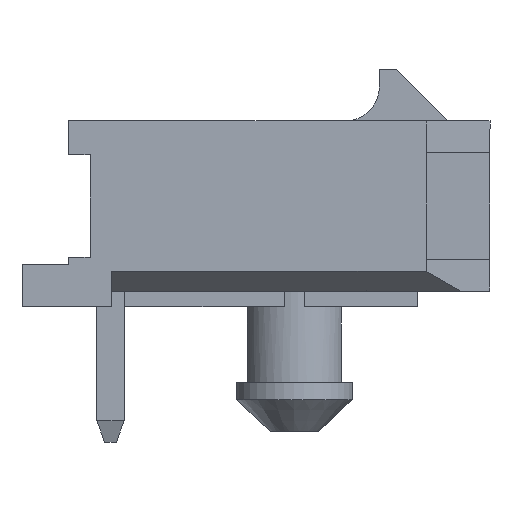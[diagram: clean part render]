
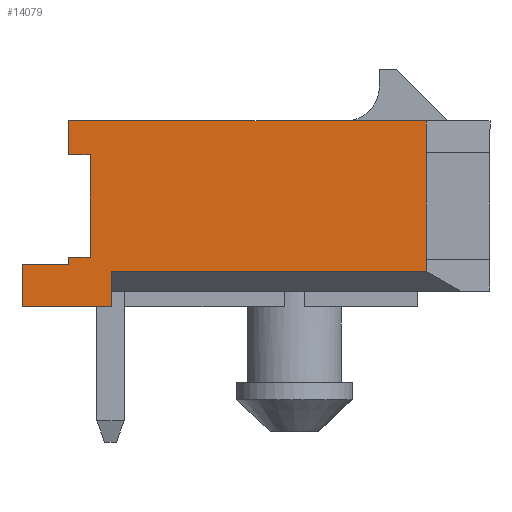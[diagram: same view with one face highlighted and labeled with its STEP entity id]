
A CAD part, left-side view. The second image highlights one B-rep face of the part: STEP entity #14079.
In plain terms, the highlighted planar face has unit normal (-1, 0, 0).
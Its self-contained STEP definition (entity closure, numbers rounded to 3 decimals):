
#469 = VERTEX_POINT ( 'NONE', #19237 ) ;
#546 = DIRECTION ( 'NONE',  ( 0., 1., 0. ) ) ;
#569 = EDGE_CURVE ( 'NONE', #570, #6566, #19933, .T. ) ;
#570 = VERTEX_POINT ( 'NONE', #14330 ) ;
#649 = CARTESIAN_POINT ( 'NONE',  ( -4.825, -5.5, 1.662 ) ) ;
#685 = VECTOR ( 'NONE', #3575, 1000. ) ;
#1100 = VERTEX_POINT ( 'NONE', #21853 ) ;
#1138 = DIRECTION ( 'NONE',  ( 0., 0., -1. ) ) ;
#1172 = CARTESIAN_POINT ( 'NONE',  ( -4.825, 3.9, 2. ) ) ;
#1176 = VECTOR ( 'NONE', #3757, 1000. ) ;
#1226 = CARTESIAN_POINT ( 'NONE',  ( -4.825, -4., 5.2 ) ) ;
#1461 = LINE ( 'NONE', #1226, #7771 ) ;
#1473 = LINE ( 'NONE', #14097, #18610 ) ;
#1655 = VECTOR ( 'NONE', #9167, 1000. ) ;
#1715 = CARTESIAN_POINT ( 'NONE',  ( -4.825, 3.4, 0.83 ) ) ;
#2005 = VERTEX_POINT ( 'NONE', #14060 ) ;
#2163 = CARTESIAN_POINT ( 'NONE',  ( -4.825, 3.9, 2. ) ) ;
#2308 = ORIENTED_EDGE ( 'NONE', *, *, #14313, .F. ) ;
#2567 = VECTOR ( 'NONE', #10353, 1000. ) ;
#2708 = EDGE_CURVE ( 'NONE', #9001, #22154, #22966, .T. ) ;
#2835 = CARTESIAN_POINT ( 'NONE',  ( -4.825, 4.4, 5.2 ) ) ;
#2917 = LINE ( 'NONE', #9570, #14296 ) ;
#3145 = VECTOR ( 'NONE', #9432, 1000. ) ;
#3199 = ORIENTED_EDGE ( 'NONE', *, *, #7702, .F. ) ;
#3524 = VERTEX_POINT ( 'NONE', #12328 ) ;
#3575 = DIRECTION ( 'NONE',  ( 0., 0., 1. ) ) ;
#3757 = DIRECTION ( 'NONE',  ( 0., 1., 0. ) ) ;
#3906 = ORIENTED_EDGE ( 'NONE', *, *, #9164, .T. ) ;
#3946 = ORIENTED_EDGE ( 'NONE', *, *, #2708, .T. ) ;
#4278 = CARTESIAN_POINT ( 'NONE',  ( -4.825, 5.5, 1.83 ) ) ;
#4640 = VERTEX_POINT ( 'NONE', #11251 ) ;
#5068 = EDGE_CURVE ( 'NONE', #570, #1100, #22811, .T. ) ;
#5130 = ORIENTED_EDGE ( 'NONE', *, *, #7632, .T. ) ;
#5337 = CARTESIAN_POINT ( 'NONE',  ( -4.825, 4.4, 5.2 ) ) ;
#6070 = LINE ( 'NONE', #649, #3145 ) ;
#6180 = EDGE_CURVE ( 'NONE', #21138, #3524, #6070, .T. ) ;
#6566 = VERTEX_POINT ( 'NONE', #10752 ) ;
#6639 = LINE ( 'NONE', #13755, #2567 ) ;
#6822 = CARTESIAN_POINT ( 'NONE',  ( -4.825, 3.4, 1.662 ) ) ;
#7085 = LINE ( 'NONE', #7415, #16811 ) ;
#7415 = CARTESIAN_POINT ( 'NONE',  ( -4.825, 4.4, 5.2 ) ) ;
#7632 = EDGE_CURVE ( 'NONE', #13539, #11722, #1473, .T. ) ;
#7702 = EDGE_CURVE ( 'NONE', #6566, #2005, #6639, .T. ) ;
#7771 = VECTOR ( 'NONE', #8363, 1000. ) ;
#7823 = DIRECTION ( 'NONE',  ( 0., 0., 1. ) ) ;
#8046 = EDGE_CURVE ( 'NONE', #1100, #13539, #7085, .T. ) ;
#8102 = ORIENTED_EDGE ( 'NONE', *, *, #5068, .T. ) ;
#8240 = ORIENTED_EDGE ( 'NONE', *, *, #9190, .T. ) ;
#8363 = DIRECTION ( 'NONE',  ( 0., 0., 1. ) ) ;
#8406 = EDGE_CURVE ( 'NONE', #13840, #21138, #19364, .T. ) ;
#8560 = CARTESIAN_POINT ( 'NONE',  ( -4.825, 4.4, 1.83 ) ) ;
#9001 = VERTEX_POINT ( 'NONE', #18417 ) ;
#9091 = VECTOR ( 'NONE', #1138, 1000. ) ;
#9164 = EDGE_CURVE ( 'NONE', #4640, #9001, #1461, .T. ) ;
#9167 = DIRECTION ( 'NONE',  ( 0., 0., -1. ) ) ;
#9190 = EDGE_CURVE ( 'NONE', #22154, #2005, #21323, .T. ) ;
#9247 = VECTOR ( 'NONE', #12203, 1000. ) ;
#9260 = DIRECTION ( 'NONE',  ( 0., 0., -1. ) ) ;
#9432 = DIRECTION ( 'NONE',  ( 0., -1., 0. ) ) ;
#9570 = CARTESIAN_POINT ( 'NONE',  ( -4.825, -4., 4.45 ) ) ;
#9798 = LINE ( 'NONE', #13188, #22389 ) ;
#10353 = DIRECTION ( 'NONE',  ( 0., 1., 0. ) ) ;
#10752 = CARTESIAN_POINT ( 'NONE',  ( -4.825, 3.9, 4.4 ) ) ;
#10878 = AXIS2_PLACEMENT_3D ( 'NONE', #21836, #18446, #546 ) ;
#11251 = CARTESIAN_POINT ( 'NONE',  ( -4.825, -4., 4.45 ) ) ;
#11708 = DIRECTION ( 'NONE',  ( 0., 1., 0. ) ) ;
#11722 = VERTEX_POINT ( 'NONE', #4278 ) ;
#12008 = CARTESIAN_POINT ( 'NONE',  ( -4.825, -4., 1.95 ) ) ;
#12088 = CARTESIAN_POINT ( 'NONE',  ( -4.825, -5.5, 5.2 ) ) ;
#12203 = DIRECTION ( 'NONE',  ( 0., 1., 0. ) ) ;
#12328 = CARTESIAN_POINT ( 'NONE',  ( -4.825, -4., 1.662 ) ) ;
#13188 = CARTESIAN_POINT ( 'NONE',  ( -4.825, -4., 5.2 ) ) ;
#13539 = VERTEX_POINT ( 'NONE', #8560 ) ;
#13755 = CARTESIAN_POINT ( 'NONE',  ( -4.825, 3.9, 4.4 ) ) ;
#13769 = LINE ( 'NONE', #15661, #9091 ) ;
#13840 = VERTEX_POINT ( 'NONE', #16864 ) ;
#14060 = CARTESIAN_POINT ( 'NONE',  ( -4.825, 4.4, 4.4 ) ) ;
#14079 = ADVANCED_FACE ( 'NONE', ( #18101 ), #22070, .F. ) ;
#14097 = CARTESIAN_POINT ( 'NONE',  ( -4.825, 3.4, 1.83 ) ) ;
#14296 = VECTOR ( 'NONE', #18567, 1000. ) ;
#14313 = EDGE_CURVE ( 'NONE', #13840, #469, #21728, .T. ) ;
#14330 = CARTESIAN_POINT ( 'NONE',  ( -4.825, 3.9, 2. ) ) ;
#14508 = ORIENTED_EDGE ( 'NONE', *, *, #8406, .T. ) ;
#14880 = VERTEX_POINT ( 'NONE', #12008 ) ;
#15634 = ORIENTED_EDGE ( 'NONE', *, *, #20287, .T. ) ;
#15653 = DIRECTION ( 'NONE',  ( 0., 0., 1. ) ) ;
#15661 = CARTESIAN_POINT ( 'NONE',  ( -4.825, 5.5, 0.83 ) ) ;
#15710 = EDGE_CURVE ( 'NONE', #11722, #469, #13769, .T. ) ;
#16218 = ORIENTED_EDGE ( 'NONE', *, *, #16328, .F. ) ;
#16328 = EDGE_CURVE ( 'NONE', #4640, #14880, #2917, .T. ) ;
#16811 = VECTOR ( 'NONE', #9260, 1000. ) ;
#16864 = CARTESIAN_POINT ( 'NONE',  ( -4.825, 3.4, 0.83 ) ) ;
#18101 = FACE_OUTER_BOUND ( 'NONE', #22659, .T. ) ;
#18417 = CARTESIAN_POINT ( 'NONE',  ( -4.825, -4., 5.2 ) ) ;
#18446 = DIRECTION ( 'NONE',  ( 1., 0., 0. ) ) ;
#18567 = DIRECTION ( 'NONE',  ( 0., 0., -1. ) ) ;
#18610 = VECTOR ( 'NONE', #19361, 1000. ) ;
#18735 = ORIENTED_EDGE ( 'NONE', *, *, #569, .F. ) ;
#18824 = ORIENTED_EDGE ( 'NONE', *, *, #15710, .T. ) ;
#19015 = ORIENTED_EDGE ( 'NONE', *, *, #6180, .T. ) ;
#19034 = VECTOR ( 'NONE', #15653, 1000. ) ;
#19237 = CARTESIAN_POINT ( 'NONE',  ( -4.825, 5.5, 0.83 ) ) ;
#19361 = DIRECTION ( 'NONE',  ( 0., 1., 0. ) ) ;
#19364 = LINE ( 'NONE', #1715, #19034 ) ;
#19775 = CARTESIAN_POINT ( 'NONE',  ( -4.825, 3.4, 0.83 ) ) ;
#19933 = LINE ( 'NONE', #2163, #685 ) ;
#20287 = EDGE_CURVE ( 'NONE', #3524, #14880, #9798, .T. ) ;
#21138 = VERTEX_POINT ( 'NONE', #6822 ) ;
#21323 = LINE ( 'NONE', #5337, #1655 ) ;
#21728 = LINE ( 'NONE', #19775, #1176 ) ;
#21836 = CARTESIAN_POINT ( 'NONE',  ( -4.825, -5.5, 5.2 ) ) ;
#21853 = CARTESIAN_POINT ( 'NONE',  ( -4.825, 4.4, 2. ) ) ;
#22070 = PLANE ( 'NONE',  #10878 ) ;
#22098 = VECTOR ( 'NONE', #11708, 1000. ) ;
#22154 = VERTEX_POINT ( 'NONE', #2835 ) ;
#22389 = VECTOR ( 'NONE', #7823, 1000. ) ;
#22659 = EDGE_LOOP ( 'NONE', ( #14508, #19015, #15634, #16218, #3906, #3946, #8240, #3199, #18735, #8102, #22797, #5130, #18824, #2308 ) ) ;
#22797 = ORIENTED_EDGE ( 'NONE', *, *, #8046, .T. ) ;
#22811 = LINE ( 'NONE', #1172, #22098 ) ;
#22966 = LINE ( 'NONE', #12088, #9247 ) ;
